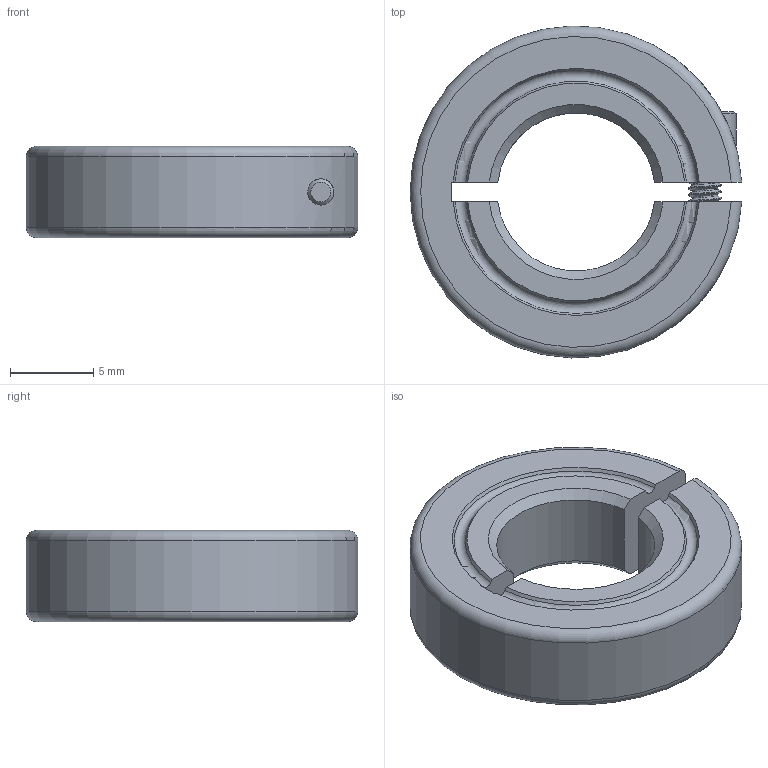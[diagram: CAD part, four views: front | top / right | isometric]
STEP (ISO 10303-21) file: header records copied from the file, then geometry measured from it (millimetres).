
FILE_DESCRIPTION(/* description */ (''),/* implementation_level */ '2;1');
FILE_NAME(/* name */ 'MISC_ShaftCollar_ENCL20-6-A.ipt.stp',/* time_stamp */ '2016-01-07T16:45:47-08:00',/* author */ ('Autodesk Inc.'),/* organization */ ('Autodesk Inc.'),/* preprocessor_version */ 'ST-DEVELOPER v16.1',/* originating_system */ 'Autodesk Inventor 2016',/* authorisation */ '');
FILE_SCHEMA (('AUTOMOTIVE_DESIGN { 1 0 10303 214 3 1 1 }'));
Length unit declared in the file: millimetre
Products named in the file (1): MISC_ShaftCollar_ENCL20-6-A
Bounding box: 19.98 x 19.99 x 5.5 mm (x, y, z)
Surface area: 1133.1 mm2 (no closed solid volume)
Topology: 0 solids, 1 shells, 62 faces, 178 edges, 118 vertices
Faces by surface type: cylinder 21, plane 20, cone 10, bspline 6, torus 5
Full cylindrical faces by diameter (mm): 1.587 x6, 2 x7, 2.261 x1, 3.8 x1
Entity records: 10102 total; most frequent: CARTESIAN_POINT 8880, ORIENTED_EDGE 250, DIRECTION 221, EDGE_CURVE 125, VERTEX_POINT 86, AXIS2_PLACEMENT_3D 83, EDGE_LOOP 61, LINE 55
